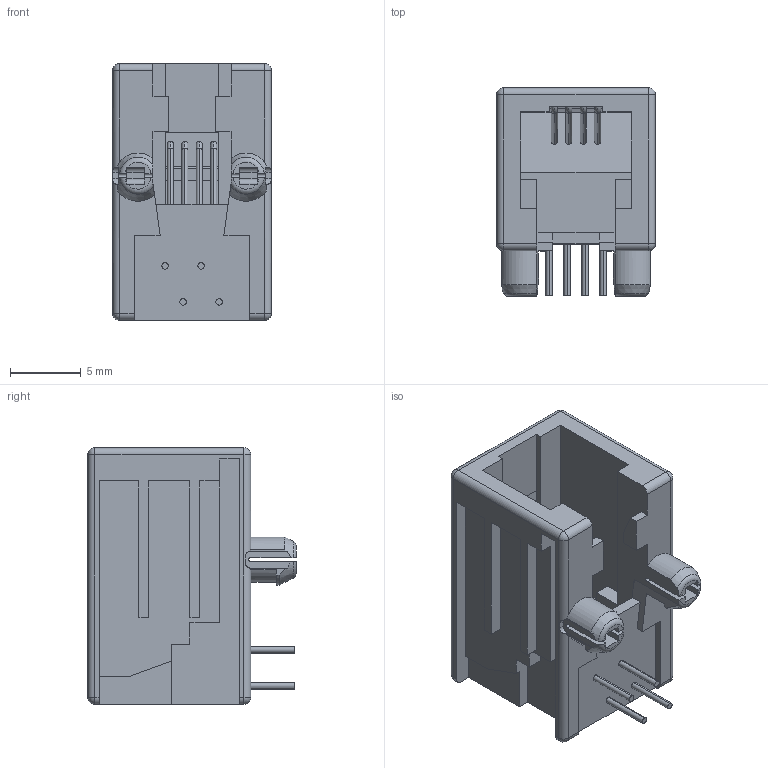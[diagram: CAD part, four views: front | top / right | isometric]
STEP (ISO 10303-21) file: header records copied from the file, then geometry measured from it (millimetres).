
FILE_DESCRIPTION((''),'2;1');
FILE_NAME('C-215875-1','2012-01-05T',('workeradm'),('Tyco Electronics Ltd.'),'PRO/ENGINEER BY PARAMETRIC TECHNOLOGY CORPORATION, 2010430','PRO/ENGINEER BY PARAMETRIC TECHNOLOGY CORPORATION, 2010430','');
FILE_SCHEMA(('AUTOMOTIVE_DESIGN { 1 0 10303 214 1 1 1 1 }'));
Length unit declared in the file: millimetre
Products named in the file (1): C-215875-1
Bounding box: 11.2 x 14.7 x 18.1 mm (x, y, z)
Volume: 1042.5 mm3; surface area: 1841.3 mm2
Topology: 1 solids, 1 shells, 265 faces, 719 edges, 460 vertices
Faces by surface type: plane 166, cylinder 67, torus 20, sphere 8, cone 4
Entity records: 8756 total; most frequent: CARTESIAN_POINT 1872, ORIENTED_EDGE 1438, DIRECTION 1337, EDGE_CURVE 719, VECTOR 499, LINE 499, VERTEX_POINT 460, AXIS2_PLACEMENT_3D 419
